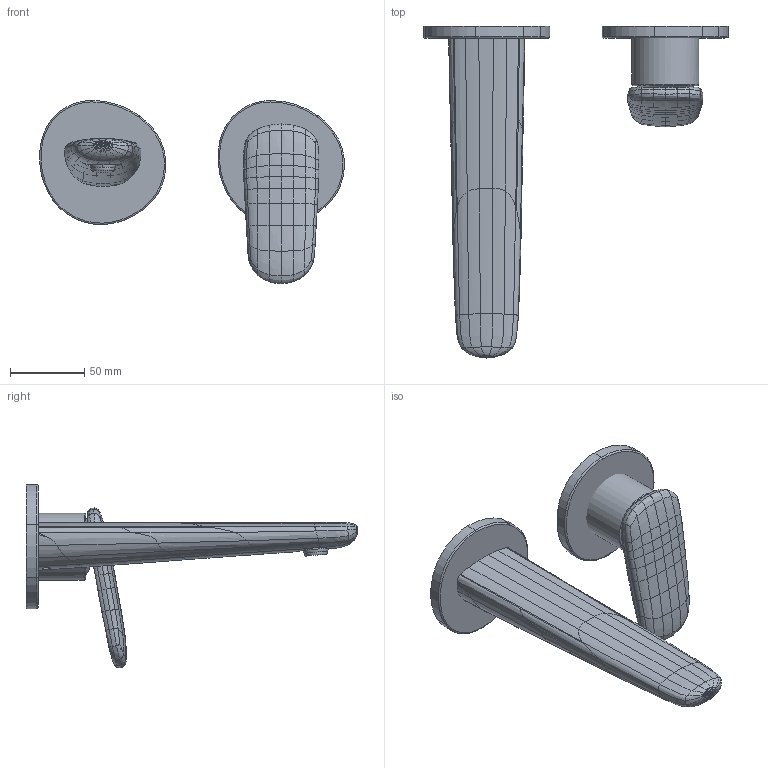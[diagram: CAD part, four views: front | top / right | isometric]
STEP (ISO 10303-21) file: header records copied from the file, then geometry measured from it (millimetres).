
FILE_DESCRIPTION(/* description */ (''),/* implementation_level */ '2;1');
FILE_NAME(/* name */ 'TVW111002000.step',/* time_stamp */ '2023-01-19T12:29:52+01:00',/* author */ (''),/* organization */ (''),/* preprocessor_version */ 'ST-DEVELOPER v19.2',/* originating_system */ 'Autodesk Translation Framework v11.17.0.187',/* authorisation */ '');
FILE_SCHEMA (('AUTOMOTIVE_DESIGN { 1 0 10303 214 3 1 1 }'));
Length unit declared in the file: millimetre
Products named in the file (10): (Nicht gespeichert); ASSIEME-BOCCA-208-MANDALAY_ASM; BOCCA-208-MANDALAY; ROSONE-BOCCA-208-MANDALAY; AC53G5682ASSSLC1_2NE; 690-MANDALAY-V1_ASM; BICCHIERE-EST-690-MANDALAY-V1; ROSONE-690-MANDALAY-V1; MANIGLIA-690-MANDALAY-V1; CAPPUCCIO-690-MANDALAY-V1
Assembly tree (9 placements, depth 3):
  (Nicht gespeichert)
    ASSIEME-BOCCA-208-MANDALAY_ASM
      BOCCA-208-MANDALAY
      ROSONE-BOCCA-208-MANDALAY
      AC53G5682ASSSLC1_2NE
    690-MANDALAY-V1_ASM
      BICCHIERE-EST-690-MANDALAY-V1
      ROSONE-690-MANDALAY-V1
      MANIGLIA-690-MANDALAY-V1
      CAPPUCCIO-690-MANDALAY-V1
Bounding box: 204.86 x 223.12 x 123.13 mm (x, y, z)
Volume: 148496.5 mm3; surface area: 76804.1 mm2
Topology: 4 solids, 7 shells, 434 faces, 981 edges, 525 vertices
Faces by surface type: bspline 324, cylinder 47, plane 38, torus 20, cone 5
Full cylindrical faces by diameter (mm): 5.2 x2, 17 x1, 23.1 x1, 24 x1, 24.5 x1, 35 x1, 40 x1, 45 x1
Entity records: 30411 total; most frequent: CARTESIAN_POINT 23009, ORIENTED_EDGE 1852, EDGE_CURVE 940, DIRECTION 728, B_SPLINE_CURVE_WITH_KNOTS 632, VERTEX_POINT 525, EDGE_LOOP 447, FACE_OUTER_BOUND 434
